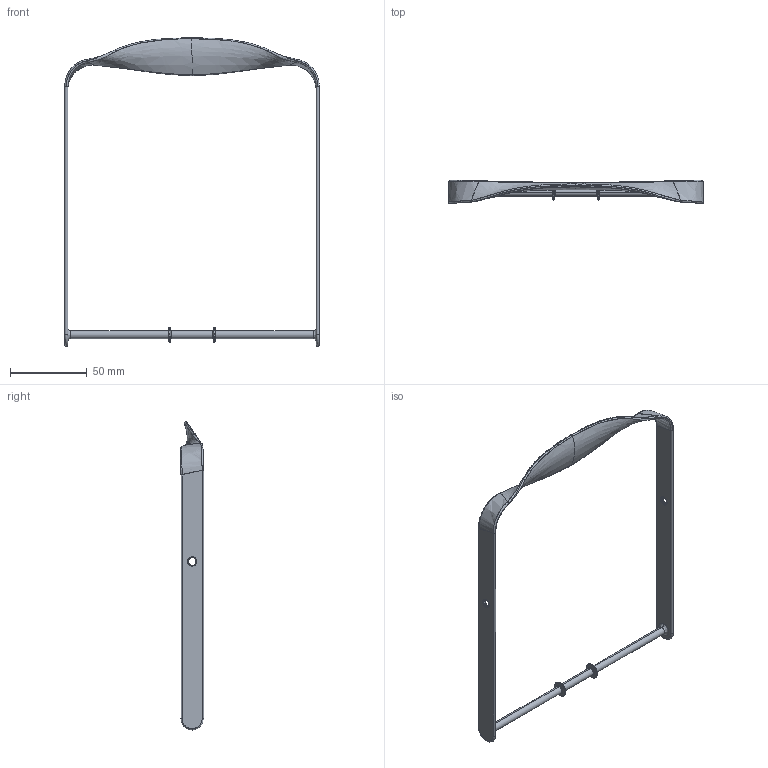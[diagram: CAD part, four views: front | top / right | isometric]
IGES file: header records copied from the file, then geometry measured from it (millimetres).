
Start section: SolidWorks IGES file using analytic representation for surfaces
Global section: file name: pataki.IGS; native system: SolidWorks 2012; preprocessor: SolidWorks 2012; author: admin; date: 121204.145502; units: millimetre
Bounding box: 166 x 15.17 x 201.15 mm (x, y, z)
Surface area: 20605.4 mm2 (no closed solid volume)
Topology: 0 solids, 0 shells, 134 faces, 1562 edges, 1556 vertices
Faces by surface type: bspline 108, revolution 26
